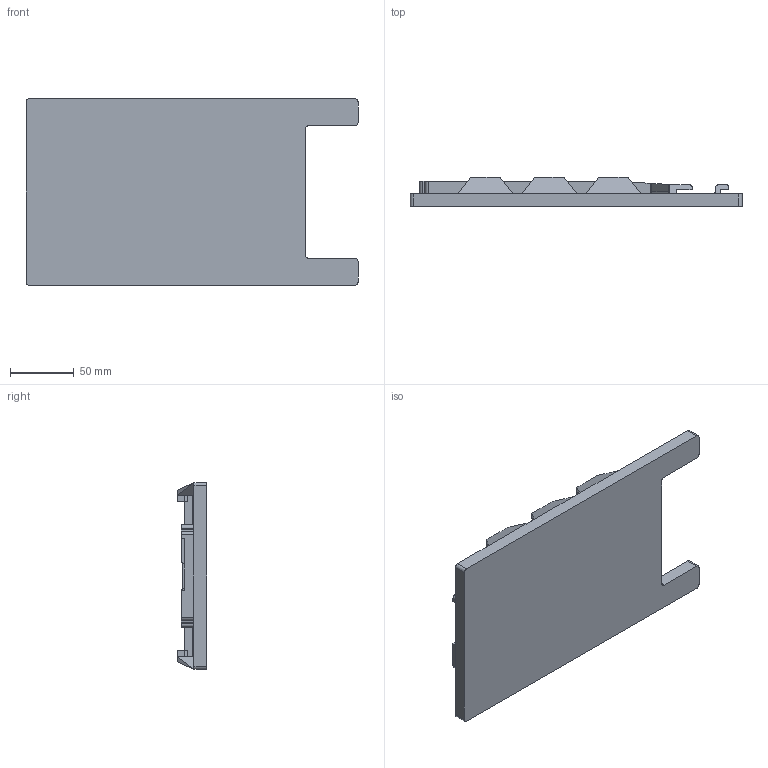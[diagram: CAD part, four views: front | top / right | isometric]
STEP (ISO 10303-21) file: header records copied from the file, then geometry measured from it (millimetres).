
FILE_DESCRIPTION (( 'STEP AP203' ), '1' );
FILE_NAME ('Drive Box Base.STEP', '2025-12-15T04:07:05', ( '' ), ( '' ), 'SwSTEP 2.0', 'SolidWorks 2023', '' );
FILE_SCHEMA (( 'CONFIG_CONTROL_DESIGN' ));
Length unit declared in the file: millimetre
Products named in the file (1): Drive Box Base
Bounding box: 259.5 x 23 x 146 mm (x, y, z)
Volume: 391559.8 mm3; surface area: 95052.5 mm2
Topology: 1 solids, 1 shells, 197 faces, 521 edges, 328 vertices
Faces by surface type: plane 149, cylinder 46, sphere 2
Entity records: 6030 total; most frequent: CARTESIAN_POINT 1105, ORIENTED_EDGE 1038, DIRECTION 969, EDGE_CURVE 519, LINE 425, VECTOR 425, VERTEX_POINT 328, AXIS2_PLACEMENT_3D 272
